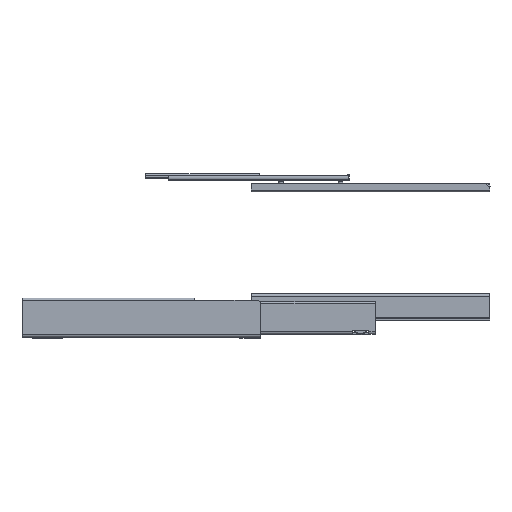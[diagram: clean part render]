
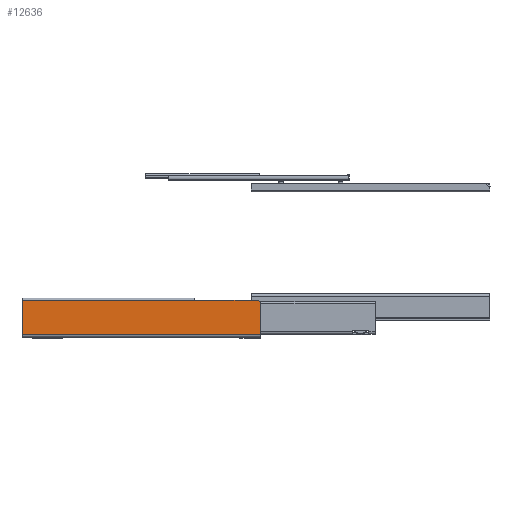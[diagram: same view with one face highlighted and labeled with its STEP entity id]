
A CAD part, left-side view. The second image highlights one B-rep face of the part: STEP entity #12636.
In plain terms, the highlighted planar face has unit normal (-1, 0, 0).
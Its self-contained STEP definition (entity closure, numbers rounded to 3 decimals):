
#1652=FACE_OUTER_BOUND('',#2394,.T.);
#2394=EDGE_LOOP('',(#9622,#9623,#9624,#9625,#9626,#9627,#9628,#9629,#9630));
#2959=LINE('',#18391,#3991);
#3335=LINE('',#20718,#4367);
#3338=LINE('',#20729,#4370);
#3342=LINE('',#20737,#4374);
#3345=LINE('',#20742,#4377);
#3346=LINE('',#20744,#4378);
#3347=LINE('',#20746,#4379);
#3348=LINE('',#20748,#4380);
#3349=LINE('',#20749,#4381);
#3991=VECTOR('',#14547,10.);
#4367=VECTOR('',#15987,10.);
#4370=VECTOR('',#15998,10.);
#4374=VECTOR('',#16004,10.);
#4377=VECTOR('',#16009,10.);
#4378=VECTOR('',#16010,10.);
#4379=VECTOR('',#16011,10.);
#4380=VECTOR('',#16012,10.);
#4381=VECTOR('',#16013,10.);
#5028=VERTEX_POINT('',#18388);
#5029=VERTEX_POINT('',#18390);
#5584=VERTEX_POINT('',#20717);
#5587=VERTEX_POINT('',#20727);
#5588=VERTEX_POINT('',#20728);
#5591=VERTEX_POINT('',#20736);
#5593=VERTEX_POINT('',#20743);
#5594=VERTEX_POINT('',#20745);
#5595=VERTEX_POINT('',#20747);
#6287=EDGE_CURVE('',#5029,#5028,#2959,.T.);
#7112=EDGE_CURVE('',#5584,#5029,#3335,.T.);
#7117=EDGE_CURVE('',#5587,#5588,#3338,.T.);
#7121=EDGE_CURVE('',#5588,#5591,#3342,.T.);
#7124=EDGE_CURVE('',#5591,#5584,#3345,.T.);
#7125=EDGE_CURVE('',#5028,#5593,#3346,.T.);
#7126=EDGE_CURVE('',#5594,#5593,#3347,.T.);
#7127=EDGE_CURVE('',#5595,#5594,#3348,.T.);
#7128=EDGE_CURVE('',#5595,#5587,#3349,.T.);
#9622=ORIENTED_EDGE('',*,*,#7117,.T.);
#9623=ORIENTED_EDGE('',*,*,#7121,.T.);
#9624=ORIENTED_EDGE('',*,*,#7124,.T.);
#9625=ORIENTED_EDGE('',*,*,#7112,.T.);
#9626=ORIENTED_EDGE('',*,*,#6287,.T.);
#9627=ORIENTED_EDGE('',*,*,#7125,.T.);
#9628=ORIENTED_EDGE('',*,*,#7126,.F.);
#9629=ORIENTED_EDGE('',*,*,#7127,.F.);
#9630=ORIENTED_EDGE('',*,*,#7128,.T.);
#12108=PLANE('',#13657);
#12636=ADVANCED_FACE('',(#1652),#12108,.T.);
#13657=AXIS2_PLACEMENT_3D('',#20741,#16007,#16008);
#14547=DIRECTION('',(0.,0.,-1.));
#15987=DIRECTION('',(0.,1.,0.));
#15998=DIRECTION('',(0.,0.,-1.));
#16004=DIRECTION('',(0.,1.,0.));
#16007=DIRECTION('center_axis',(-1.,0.,0.));
#16008=DIRECTION('ref_axis',(0.,-1.,0.));
#16009=DIRECTION('',(0.,0.,1.));
#16010=DIRECTION('',(0.,-1.,0.));
#16011=DIRECTION('',(0.,0.,-1.));
#16012=DIRECTION('',(0.,-0.707,-0.707));
#16013=DIRECTION('',(0.,1.,0.));
#18388=CARTESIAN_POINT('',(-54.,495.,6.5));
#18390=CARTESIAN_POINT('',(-54.,495.,77.5));
#18391=CARTESIAN_POINT('',(-54.,495.,82.));
#20717=CARTESIAN_POINT('',(-54.,140.,77.5));
#20718=CARTESIAN_POINT('',(-54.,72.5,77.5));
#20727=CARTESIAN_POINT('',(-54.,139.99,78.));
#20728=CARTESIAN_POINT('',(-54.,139.99,77.49));
#20729=CARTESIAN_POINT('',(-54.,139.99,80.));
#20736=CARTESIAN_POINT('',(-54.,140.,77.49));
#20737=CARTESIAN_POINT('',(-54.,72.495,77.49));
#20741=CARTESIAN_POINT('Origin',(-54.,5.,82.));
#20742=CARTESIAN_POINT('',(-54.,140.,79.745));
#20743=CARTESIAN_POINT('',(-54.,5.,6.5));
#20744=CARTESIAN_POINT('',(-54.,127.5,6.5));
#20745=CARTESIAN_POINT('',(-54.,5.,73.));
#20746=CARTESIAN_POINT('',(-54.,5.,82.));
#20747=CARTESIAN_POINT('',(-54.,10.,78.));
#20748=CARTESIAN_POINT('',(-54.,8.5,76.5));
#20749=CARTESIAN_POINT('',(-54.,-6.689,78.));
